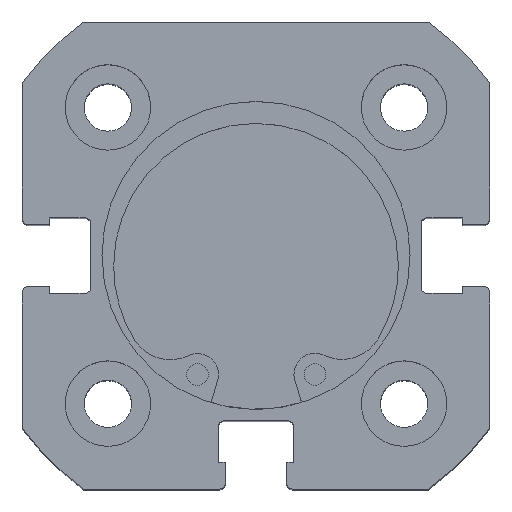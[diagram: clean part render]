
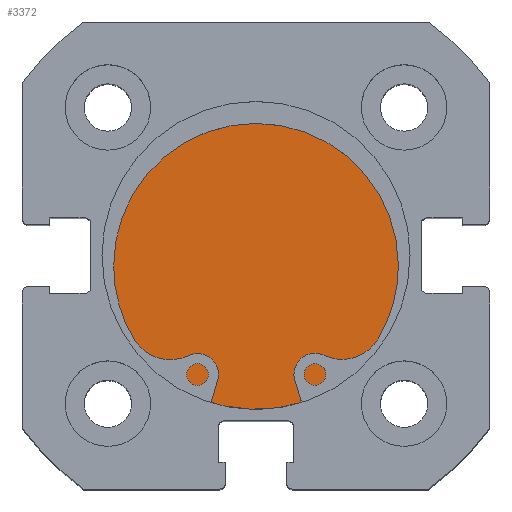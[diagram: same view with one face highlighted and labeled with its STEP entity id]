
A CAD part, top view. The second image highlights one B-rep face of the part: STEP entity #3372.
In plain terms, the highlighted face is planar.
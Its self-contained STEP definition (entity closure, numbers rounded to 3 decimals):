
#333 = VERTEX_POINT ( 'NONE', #1557 ) ;
#1348 = CARTESIAN_POINT ( 'NONE',  ( 6., 0., -13.5 ) ) ;
#1409 = VERTEX_POINT ( 'NONE', #1348 ) ;
#1557 = CARTESIAN_POINT ( 'NONE',  ( 6., 0., 13.5 ) ) ;
#2225 = CIRCLE ( 'NONE', #4610, 13.5 ) ;
#2231 = CIRCLE ( 'NONE', #4599, 13.5 ) ;
#2436 = FACE_OUTER_BOUND ( 'NONE', #5487, .T. ) ;
#3013 = EDGE_CURVE ( 'NONE', #333, #1409, #2225, .T. ) ;
#3017 = EDGE_CURVE ( 'NONE', #1409, #333, #2231, .T. ) ;
#3372 = ADVANCED_FACE ( 'NONE', ( #2436 ), #3794, .F. ) ;
#3503 = DIRECTION ( 'NONE',  ( 0., 0., 1. ) ) ;
#3505 = DIRECTION ( 'NONE',  ( -1., 0., 0. ) ) ;
#3541 = CARTESIAN_POINT ( 'NONE',  ( 6., 0., 0. ) ) ;
#3555 = DIRECTION ( 'NONE',  ( 0., 0., 1. ) ) ;
#3560 = DIRECTION ( 'NONE',  ( -1., 0., 0. ) ) ;
#3562 = CARTESIAN_POINT ( 'NONE',  ( 6., 0., 0. ) ) ;
#3791 = DIRECTION ( 'NONE',  ( 0., 0., 1. ) ) ;
#3792 = DIRECTION ( 'NONE',  ( -1., 0., 0. ) ) ;
#3794 = PLANE ( 'NONE',  #4834 ) ;
#3795 = CARTESIAN_POINT ( 'NONE',  ( 6., 13.5, 0. ) ) ;
#4599 = AXIS2_PLACEMENT_3D ( 'NONE', #3541, #3505, #3503 ) ;
#4610 = AXIS2_PLACEMENT_3D ( 'NONE', #3562, #3560, #3555 ) ;
#4834 = AXIS2_PLACEMENT_3D ( 'NONE', #3795, #3792, #3791 ) ;
#5149 = ORIENTED_EDGE ( 'NONE', *, *, #3013, .F. ) ;
#5150 = ORIENTED_EDGE ( 'NONE', *, *, #3017, .F. ) ;
#5487 = EDGE_LOOP ( 'NONE', ( #5149, #5150 ) ) ;
